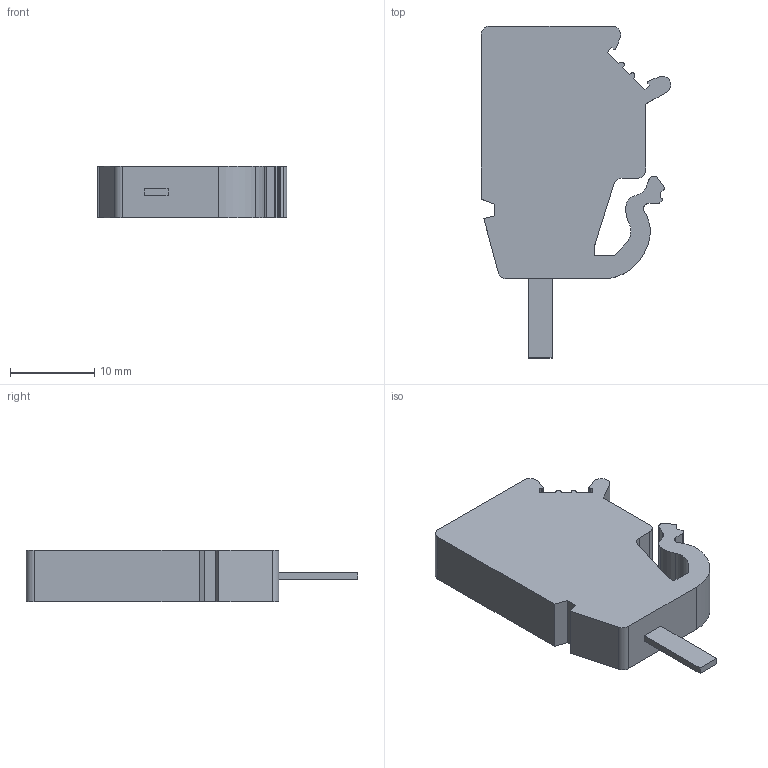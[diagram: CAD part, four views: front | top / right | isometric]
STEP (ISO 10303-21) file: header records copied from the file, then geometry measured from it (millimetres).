
FILE_DESCRIPTION(('SolidDesigner STEP Export'),'2;1');
FILE_NAME('0708357_dfk4-select.stp','2008-10-21T 9:33:47',(''),(''),'OneSpace Designer STEP processor for AP214 (Solid Model)','OneSpace Designer 14.50 18-Oct-2006 (C) CoCreate Software GmbH','');
FILE_SCHEMA(('AUTOMOTIVE_DESIGN { 1 0 10303 214 1 1 1 1 }'));
Length unit declared in the file: millimetre
Products named in the file (2): 0708357_dfk4-select
Assembly tree (1 placements, depth 2):
  0708357_dfk4-select
    0708357_dfk4-select
Bounding box: 22.59 x 39.52 x 6.15 mm (x, y, z)
Volume: 3175.9 mm3; surface area: 2094.2 mm2
Topology: 1 solids, 1 shells, 85 faces, 240 edges, 160 vertices
Faces by surface type: plane 50, cylinder 35
Entity records: 3350 total; most frequent: ORIENTED_EDGE 480, CARTESIAN_POINT 459, DIRECTION 429, EDGE_CURVE 240, VECTOR 169, LINE 169, VERTEX_POINT 160, AXIS2_PLACEMENT_3D 130
